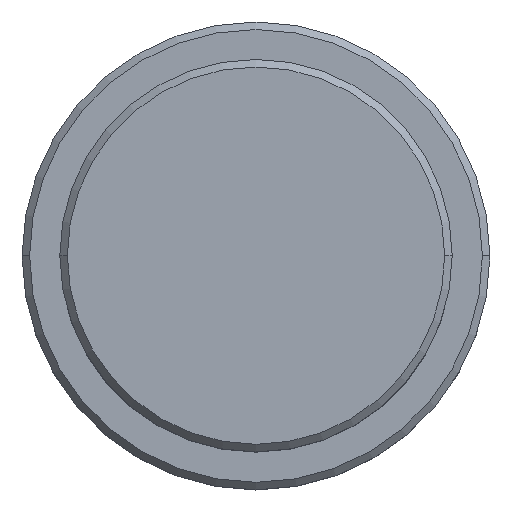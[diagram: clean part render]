
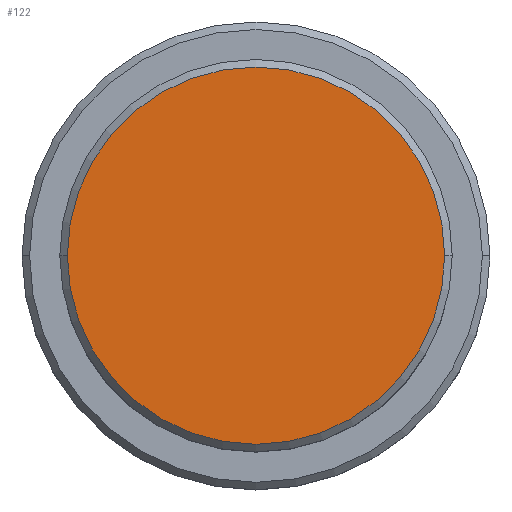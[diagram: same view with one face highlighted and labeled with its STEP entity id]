
A CAD part, top view. The second image highlights one B-rep face of the part: STEP entity #122.
In plain terms, the highlighted planar face has unit normal (0, 0, 1).
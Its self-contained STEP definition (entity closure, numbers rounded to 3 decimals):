
#51 = ORIENTED_EDGE ( 'NONE', *, *, #68, .T. ) ;
#54 = CARTESIAN_POINT ( 'NONE',  ( 0., 0., 0. ) ) ;
#68 = EDGE_CURVE ( 'NONE', #1349, #84, #1292, .T. ) ;
#74 = FACE_OUTER_BOUND ( 'NONE', #357, .T. ) ;
#84 = VERTEX_POINT ( 'NONE', #721 ) ;
#88 = DIRECTION ( 'NONE',  ( 1., 0., 0. ) ) ;
#122 = ADVANCED_FACE ( 'NONE', ( #74 ), #969, .T. ) ;
#357 = EDGE_LOOP ( 'NONE', ( #558, #51 ) ) ;
#391 = CARTESIAN_POINT ( 'NONE',  ( 12.5, 0., 0. ) ) ;
#487 = AXIS2_PLACEMENT_3D ( 'NONE', #54, #504, #1371 ) ;
#497 = CARTESIAN_POINT ( 'NONE',  ( 0., 0., 0. ) ) ;
#504 = DIRECTION ( 'NONE',  ( 0., 0., 1. ) ) ;
#544 = DIRECTION ( 'NONE',  ( 0., 0., 1. ) ) ;
#558 = ORIENTED_EDGE ( 'NONE', *, *, #899, .T. ) ;
#715 = DIRECTION ( 'NONE',  ( 0., 0., 1. ) ) ;
#721 = CARTESIAN_POINT ( 'NONE',  ( -12.5, 0., 0. ) ) ;
#764 = CARTESIAN_POINT ( 'NONE',  ( 0., 0., 0. ) ) ;
#845 = DIRECTION ( 'NONE',  ( 1., 0., 0. ) ) ;
#899 = EDGE_CURVE ( 'NONE', #84, #1349, #1274, .T. ) ;
#969 = PLANE ( 'NONE',  #1061 ) ;
#1061 = AXIS2_PLACEMENT_3D ( 'NONE', #764, #544, #88 ) ;
#1227 = AXIS2_PLACEMENT_3D ( 'NONE', #497, #715, #845 ) ;
#1274 = CIRCLE ( 'NONE', #487, 12.5 ) ;
#1292 = CIRCLE ( 'NONE', #1227, 12.5 ) ;
#1349 = VERTEX_POINT ( 'NONE', #391 ) ;
#1371 = DIRECTION ( 'NONE',  ( 1., 0., 0. ) ) ;
